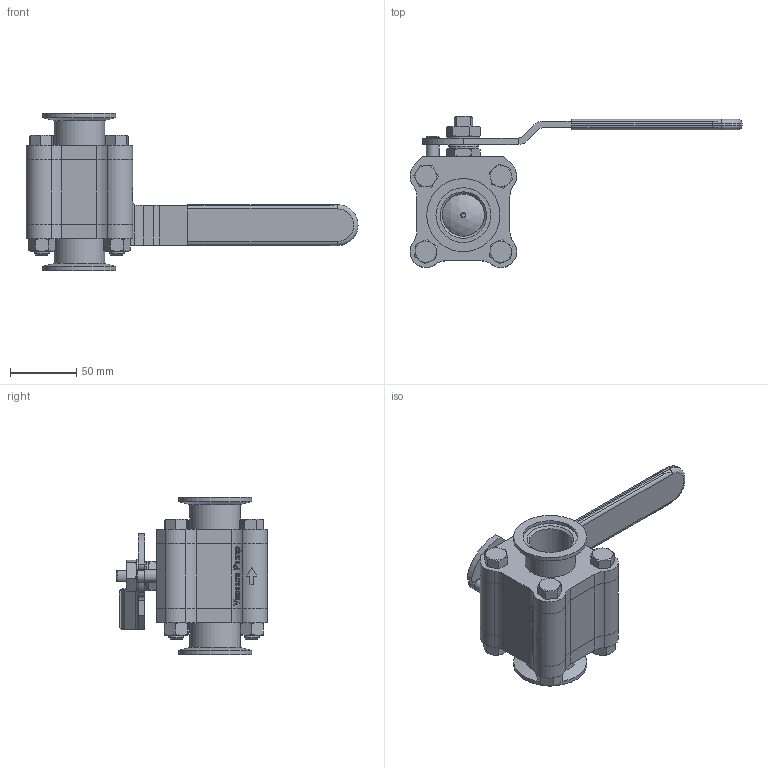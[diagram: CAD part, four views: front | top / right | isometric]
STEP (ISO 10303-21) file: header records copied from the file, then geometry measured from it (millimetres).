
FILE_DESCRIPTION(/* description */ (''),/* implementation_level */ '2;1');
FILE_NAME(/* name */ '3000032f.stp',/* time_stamp */ '2021-03-19T11:47:22-04:00',/* author */ ('Sana_M'),/* organization */ (''),/* preprocessor_version */ 'ST-DEVELOPER v18.1',/* originating_system */ 'Autodesk Inventor 2021',/* authorisation */ '');
FILE_SCHEMA (('AUTOMOTIVE_DESIGN { 1 0 10303 214 3 1 1 }'));
Length unit declared in the file: inch
Products named in the file (1): 3000032f
Bounding box: 249.68 x 113.74 x 118.11 mm (x, y, z)
Surface area: 116078.4 mm2 (no closed solid volume)
Topology: 0 solids, 26 shells, 592 faces, 1949 edges, 1342 vertices
Faces by surface type: plane 251, bspline 129, cone 110, cylinder 97, torus 4, sphere 1
Full cylindrical faces by diameter (mm): 4.978 x3, 9.525 x2, 11.112 x4, 12.751 x1, 13.919 x1, 22.225 x1, 25.019 x1, 31.75 x3, 34.671 x1, 34.925 x1, 38.1 x2, 41.199 x2, 54.991 x2
Entity records: 24822 total; most frequent: CARTESIAN_POINT 8403, ORIENTED_EDGE 3275, DIRECTION 2939, EDGE_CURVE 1946, VERTEX_POINT 1342, AXIS2_PLACEMENT_3D 1042, LINE 855, VECTOR 855
